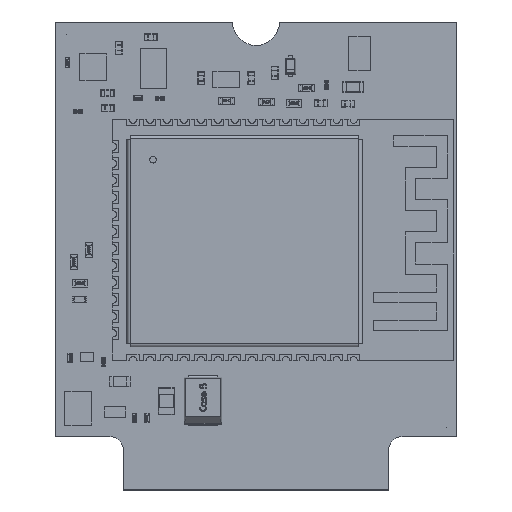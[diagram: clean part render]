
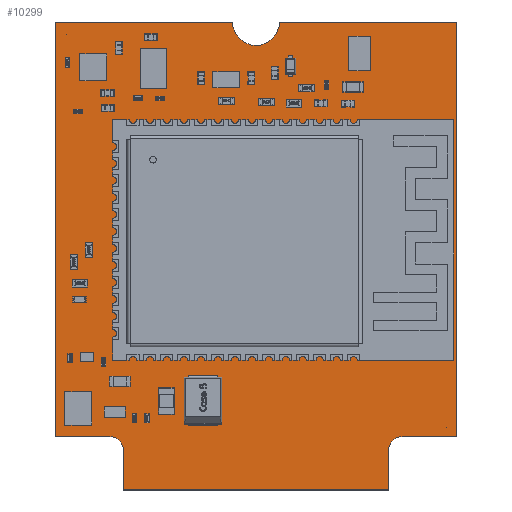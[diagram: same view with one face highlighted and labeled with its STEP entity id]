
A CAD part, top view. The second image highlights one B-rep face of the part: STEP entity #10299.
In plain terms, the highlighted planar face has unit normal (0, 0, 1).
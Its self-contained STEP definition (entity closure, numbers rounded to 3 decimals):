
#6301=FACE_OUTER_BOUND($,#7713,.F.);
#7713=EDGE_LOOP($,(#13814,#13815,#13816,#13817,#13818,#13819,#13820,#13821,
#13822,#13823,#13824,#13825,#13826));
#9173=PLANE($,#12045);
#10299=ADVANCED_FACE($,(#6301),#9173,.T.);
#11723=CIRCLE($,#12041,1.001);
#11724=CIRCLE($,#12042,1.754);
#11725=CIRCLE($,#12043,1.75);
#11726=CIRCLE($,#12044,1.);
#12041=AXIS2_PLACEMENT_3D($,#39818,#33414,$);
#12042=AXIS2_PLACEMENT_3D($,#39819,#33414,$);
#12043=AXIS2_PLACEMENT_3D($,#39820,#33414,$);
#12044=AXIS2_PLACEMENT_3D($,#39821,#33414,$);
#12045=AXIS2_PLACEMENT_3D($,#39805,#33414,$);
#13814=ORIENTED_EDGE($,*,*,#20986,.T.);
#13815=ORIENTED_EDGE($,*,*,#20987,.T.);
#13816=ORIENTED_EDGE($,*,*,#20988,.T.);
#13817=ORIENTED_EDGE($,*,*,#20989,.T.);
#13818=ORIENTED_EDGE($,*,*,#20990,.T.);
#13819=ORIENTED_EDGE($,*,*,#20991,.T.);
#13820=ORIENTED_EDGE($,*,*,#20992,.T.);
#13821=ORIENTED_EDGE($,*,*,#20993,.T.);
#13822=ORIENTED_EDGE($,*,*,#20994,.T.);
#13823=ORIENTED_EDGE($,*,*,#20995,.T.);
#13824=ORIENTED_EDGE($,*,*,#20996,.T.);
#13825=ORIENTED_EDGE($,*,*,#20997,.T.);
#13826=ORIENTED_EDGE($,*,*,#20998,.T.);
#20986=EDGE_CURVE($,#30643,#30644,#27608,.T.);
#20987=EDGE_CURVE($,#30644,#30645,#27609,.T.);
#20988=EDGE_CURVE($,#30645,#30646,#11723,.T.);
#20989=EDGE_CURVE($,#30646,#30647,#27610,.T.);
#20990=EDGE_CURVE($,#30647,#30648,#27611,.T.);
#20991=EDGE_CURVE($,#30648,#30649,#27612,.T.);
#20992=EDGE_CURVE($,#30649,#30650,#11724,.T.);
#20993=EDGE_CURVE($,#30650,#30651,#11725,.T.);
#20994=EDGE_CURVE($,#30651,#30652,#27613,.T.);
#20995=EDGE_CURVE($,#30652,#30653,#27614,.T.);
#20996=EDGE_CURVE($,#30653,#30654,#27615,.T.);
#20997=EDGE_CURVE($,#30654,#30655,#11726,.T.);
#20998=EDGE_CURVE($,#30655,#30643,#27616,.T.);
#24573=VECTOR($,#33417,19.85);
#24574=VECTOR($,#33418,3.);
#24575=VECTOR($,#33419,4.075);
#24576=VECTOR($,#33420,31.);
#24577=VECTOR($,#33421,13.25);
#24578=VECTOR($,#33422,13.25);
#24579=VECTOR($,#33423,31.);
#24580=VECTOR($,#33424,4.075);
#24581=VECTOR($,#33425,3.);
#27608=LINE($,#39804,#24573);
#27609=LINE($,#39805,#24574);
#27610=LINE($,#39807,#24575);
#27611=LINE($,#39808,#24576);
#27612=LINE($,#39809,#24577);
#27613=LINE($,#39812,#24578);
#27614=LINE($,#39813,#24579);
#27615=LINE($,#39814,#24580);
#27616=LINE($,#39816,#24581);
#30643=VERTEX_POINT($,#39804);
#30644=VERTEX_POINT($,#39805);
#30645=VERTEX_POINT($,#39806);
#30646=VERTEX_POINT($,#39807);
#30647=VERTEX_POINT($,#39808);
#30648=VERTEX_POINT($,#39809);
#30649=VERTEX_POINT($,#39810);
#30650=VERTEX_POINT($,#39811);
#30651=VERTEX_POINT($,#39812);
#30652=VERTEX_POINT($,#39813);
#30653=VERTEX_POINT($,#39814);
#30654=VERTEX_POINT($,#39815);
#30655=VERTEX_POINT($,#39816);
#33414=DIRECTION($,(0.,0.,1.));
#33417=DIRECTION($,(-1.,0.,0.));
#33418=DIRECTION($,(0.,1.,0.));
#33419=DIRECTION($,(-1.,0.,0.));
#33420=DIRECTION($,(0.,1.,0.));
#33421=DIRECTION($,(1.,0.,0.));
#33422=DIRECTION($,(1.,0.,0.));
#33423=DIRECTION($,(0.,-1.,0.));
#33424=DIRECTION($,(-1.,0.,0.));
#33425=DIRECTION($,(0.,-1.,0.));
#39804=CARTESIAN_POINT('',(-5.075,0.,0.));
#39805=CARTESIAN_POINT('',(-24.925,0.,0.));
#39806=CARTESIAN_POINT('',(-24.925,3.,0.));
#39807=CARTESIAN_POINT('',(-25.926,4.,0.));
#39808=CARTESIAN_POINT('',(-30.,4.,0.));
#39809=CARTESIAN_POINT('',(-30.,35.,0.));
#39810=CARTESIAN_POINT('',(-16.75,35.,0.));
#39811=CARTESIAN_POINT('',(-14.996,33.25,0.));
#39812=CARTESIAN_POINT('',(-13.25,35.,0.));
#39813=CARTESIAN_POINT('',(0.,35.,0.));
#39814=CARTESIAN_POINT('',(0.,4.,0.));
#39815=CARTESIAN_POINT('',(-4.075,4.,0.));
#39816=CARTESIAN_POINT('',(-5.075,3.,0.));
#39818=CARTESIAN_POINT('',(-25.926,2.999,0.));
#39819=CARTESIAN_POINT('',(-14.996,35.004,0.));
#39820=CARTESIAN_POINT('',(-15.,35.,0.));
#39821=CARTESIAN_POINT('',(-4.075,3.,0.));
